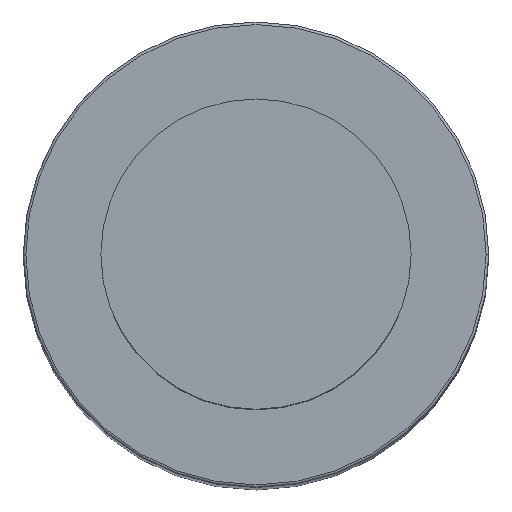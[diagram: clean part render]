
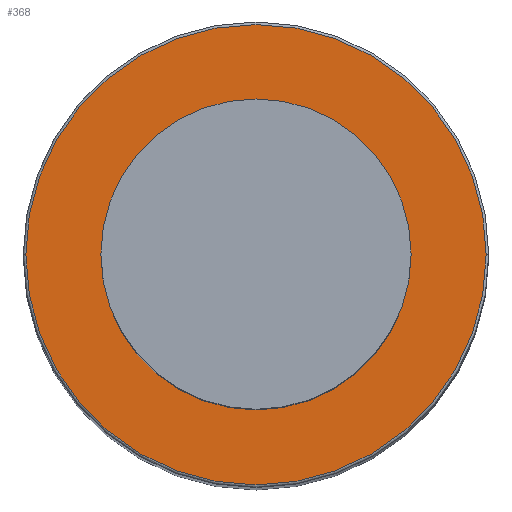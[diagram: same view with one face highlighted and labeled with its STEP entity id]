
A CAD part, top view. The second image highlights one B-rep face of the part: STEP entity #368.
In plain terms, the highlighted planar face has unit normal (0, 0, 1).
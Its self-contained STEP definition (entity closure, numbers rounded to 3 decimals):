
#106=CARTESIAN_POINT('',(0.,0.,55.));
#107=DIRECTION('',(0.,0.,1.));
#108=DIRECTION('',(-1.,0.,0.));
#109=AXIS2_PLACEMENT_3D('',#106,#107,#108);
#111=CARTESIAN_POINT('',(0.,0.,55.));
#112=DIRECTION('',(0.,0.,1.));
#113=DIRECTION('',(1.,0.,0.));
#114=AXIS2_PLACEMENT_3D('',#111,#112,#113);
#116=CARTESIAN_POINT('',(0.,0.,55.));
#117=DIRECTION('',(0.,0.,1.));
#118=DIRECTION('',(-1.,0.,0.));
#119=AXIS2_PLACEMENT_3D('',#116,#117,#118);
#121=CARTESIAN_POINT('',(0.,0.,55.));
#122=DIRECTION('',(0.,0.,1.));
#123=DIRECTION('',(1.,0.,0.));
#124=AXIS2_PLACEMENT_3D('',#121,#122,#123);
#223=CARTESIAN_POINT('',(-6.,0.,55.));
#224=CARTESIAN_POINT('',(6.,0.,55.));
#225=VERTEX_POINT('',#223);
#226=VERTEX_POINT('',#224);
#231=CARTESIAN_POINT('',(-8.9,0.,55.));
#232=CARTESIAN_POINT('',(8.9,0.,55.));
#233=VERTEX_POINT('',#231);
#234=VERTEX_POINT('',#232);
#352=CARTESIAN_POINT('',(0.,0.,55.));
#353=DIRECTION('',(0.,0.,1.));
#354=DIRECTION('',(1.,0.,0.));
#355=AXIS2_PLACEMENT_3D('',#352,#353,#354);
#356=PLANE('',#355);
#358=ORIENTED_EDGE('',*,*,#357,.F.);
#359=ORIENTED_EDGE('',*,*,#335,.F.);
#360=EDGE_LOOP('',(#358,#359));
#361=FACE_OUTER_BOUND('',#360,.F.);
#363=ORIENTED_EDGE('',*,*,#362,.T.);
#365=ORIENTED_EDGE('',*,*,#364,.T.);
#366=EDGE_LOOP('',(#363,#365));
#367=FACE_BOUND('',#366,.F.);
#368=ADVANCED_FACE('',(#361,#367),#356,.T.);
#110=CIRCLE('',#109,6.);
#115=CIRCLE('',#114,6.);
#120=CIRCLE('',#119,8.9);
#125=CIRCLE('',#124,8.9);
#335=EDGE_CURVE('',#234,#233,#125,.T.);
#357=EDGE_CURVE('',#233,#234,#120,.T.);
#362=EDGE_CURVE('',#225,#226,#110,.T.);
#364=EDGE_CURVE('',#226,#225,#115,.T.);
